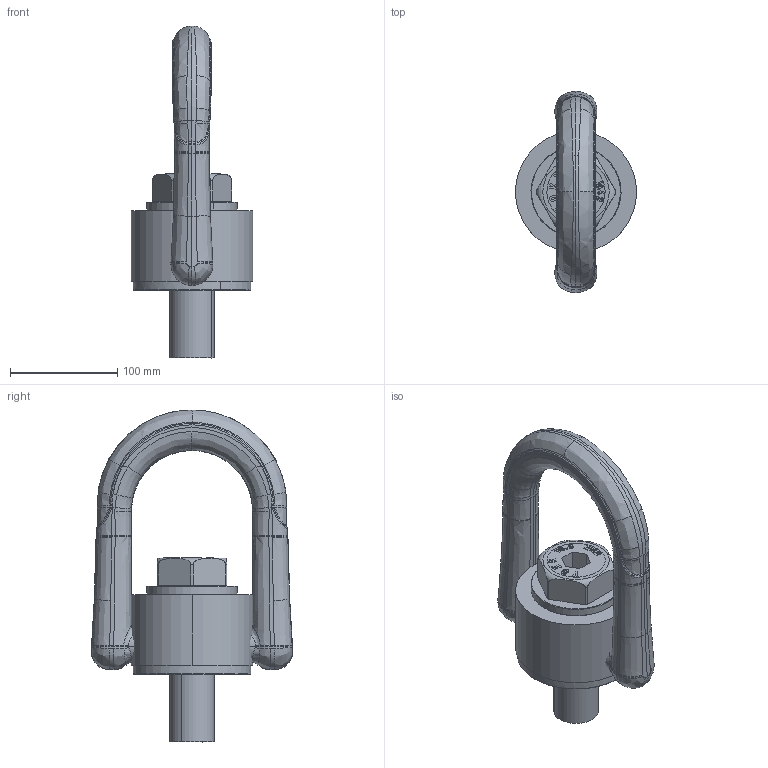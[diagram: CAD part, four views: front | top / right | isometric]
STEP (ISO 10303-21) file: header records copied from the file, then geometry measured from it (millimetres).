
FILE_DESCRIPTION(('CATIA V5 STEP Exchange'),'2;1');
FILE_NAME('8-231-156.stp','2016-03-29T06:15:47+00:00',('none'),('none'),'CATIA Version 5 Release 21 GA (IN-10)','CATIA V5 STEP AP203','none');
FILE_SCHEMA(('CONFIG_CONTROL_DESIGN'));
Products named in the file (1): YK8231-156A
Assembly tree (5 placements, depth 2):
  YK8231-156A
    #58
    #29507
    #43435
    #44249
    #44358
Bounding box: 113 x 187.91 x 309.66 mm (x, y, z)
Volume: 1812475 mm3; surface area: 192301.3 mm2
Topology: 5 solids, 5 shells, 946 faces, 2393 edges, 1482 vertices
Faces by surface type: plane 500, bspline 316, cylinder 78, cone 32, torus 20
Entity records: 44759 total; most frequent: CARTESIAN_POINT 25044, ORIENTED_EDGE 4770, DIRECTION 2676, EDGE_CURVE 2385, VERTEX_POINT 1472, VECTOR 1392, LINE 1392, EDGE_LOOP 969
